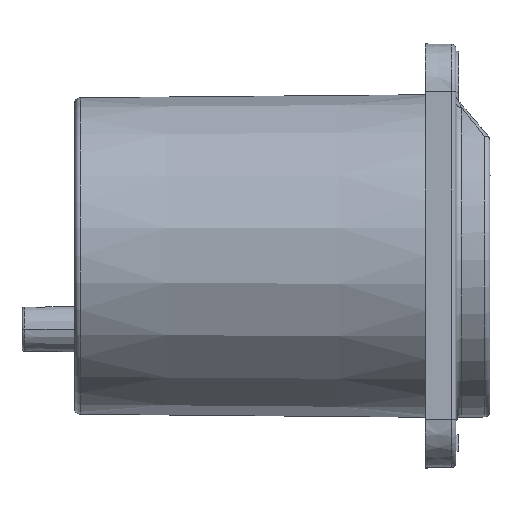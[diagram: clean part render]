
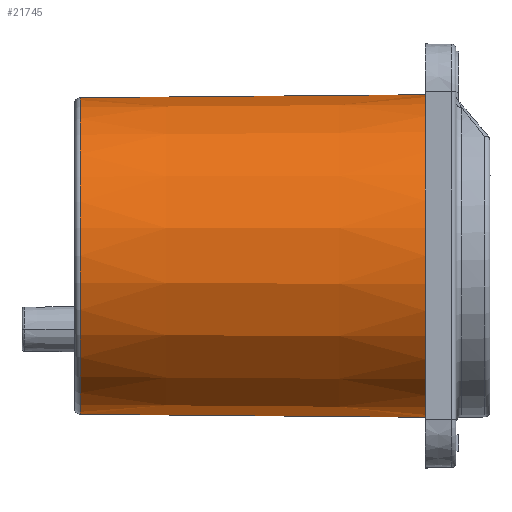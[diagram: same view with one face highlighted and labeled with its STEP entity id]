
A CAD part, top view. The second image highlights one B-rep face of the part: STEP entity #21745.
In plain terms, the highlighted conical face has half-angle 0.5 degrees and reference radius 11.69 mm.
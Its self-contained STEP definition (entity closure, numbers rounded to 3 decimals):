
#3637=CARTESIAN_POINT('',(-25.253,0.,0.));
#3638=DIRECTION('',(-1.,0.,0.));
#3639=DIRECTION('',(0.,-1.,0.));
#3640=AXIS2_PLACEMENT_3D('',#3637,#3638,#3639);
#3642=CARTESIAN_POINT('',(0.,0.,0.));
#3643=DIRECTION('',(1.,0.,0.));
#3644=DIRECTION('',(0.,1.,0.));
#3645=AXIS2_PLACEMENT_3D('',#3642,#3643,#3644);
#11696=DIRECTION('',(-1.,0.009,0.));
#11697=VECTOR('',#11696,25.254);
#11698=CARTESIAN_POINT('',(0.,-11.8,0.));
#11699=LINE('',#11698,#11697);
#11705=DIRECTION('',(-1.,-0.009,0.));
#11706=VECTOR('',#11705,25.254);
#11707=CARTESIAN_POINT('',(0.,11.8,0.));
#11708=LINE('',#11707,#11706);
#14114=CARTESIAN_POINT('',(0.,11.8,0.));
#14115=CARTESIAN_POINT('',(0.,-11.8,0.));
#14116=VERTEX_POINT('',#14114);
#14117=VERTEX_POINT('',#14115);
#14344=CARTESIAN_POINT('',(-25.253,11.58,0.));
#14345=CARTESIAN_POINT('',(-25.253,-11.58,0.));
#14346=VERTEX_POINT('',#14344);
#14347=VERTEX_POINT('',#14345);
#21731=CARTESIAN_POINT('',(-12.627,0.,0.));
#21732=DIRECTION('',(1.,0.,0.));
#21733=DIRECTION('',(0.,-1.,0.));
#21734=AXIS2_PLACEMENT_3D('',#21731,#21732,#21733);
#21735=CONICAL_SURFACE('',#21734,11.69,0.5);
#21737=ORIENTED_EDGE('',*,*,#21736,.T.);
#21739=ORIENTED_EDGE('',*,*,#21738,.F.);
#21740=ORIENTED_EDGE('',*,*,#21255,.T.);
#21742=ORIENTED_EDGE('',*,*,#21741,.T.);
#21743=EDGE_LOOP('',(#21737,#21739,#21740,#21742));
#21744=FACE_OUTER_BOUND('',#21743,.F.);
#21745=ADVANCED_FACE('',(#21744),#21735,.T.);
#3641=CIRCLE('',#3640,11.58);
#3646=CIRCLE('',#3645,11.8);
#21255=EDGE_CURVE('',#14116,#14117,#3646,.T.);
#21736=EDGE_CURVE('',#14347,#14346,#3641,.T.);
#21738=EDGE_CURVE('',#14116,#14346,#11708,.T.);
#21741=EDGE_CURVE('',#14117,#14347,#11699,.T.);
